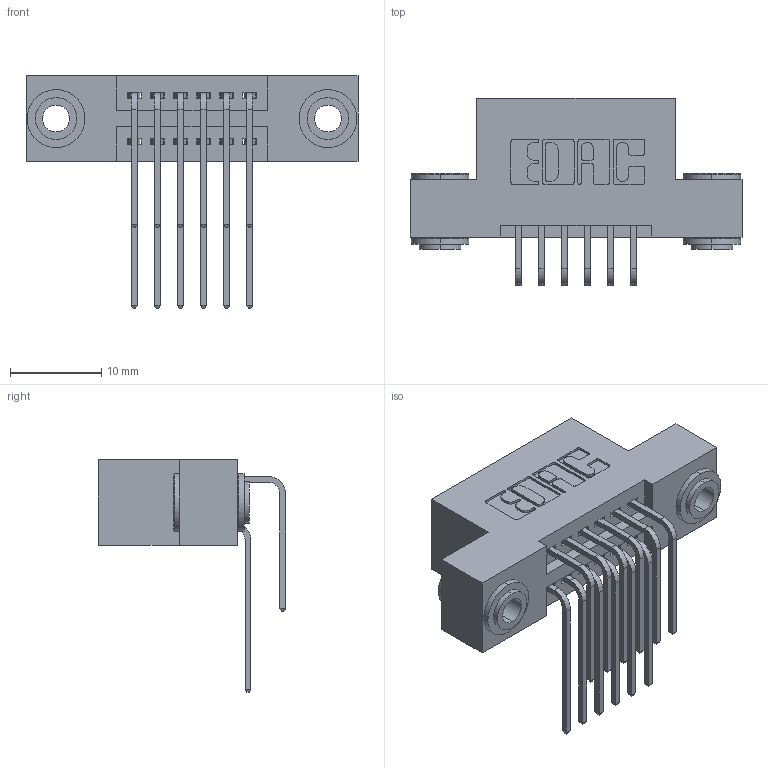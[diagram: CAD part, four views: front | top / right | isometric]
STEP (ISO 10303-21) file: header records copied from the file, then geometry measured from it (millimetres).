
FILE_DESCRIPTION (( 'STEP AP203' ), '1' );
FILE_NAME ('395-012-559-203.STEP', '2019-10-15T13:49:59', ( '' ), ( '' ), 'SwSTEP 2.0', 'SolidWorks 2016', '' );
FILE_SCHEMA (( 'CONFIG_CONTROL_DESIGN' ));
Length unit declared in the file: inch
Products named in the file (5): 345 Part_Flush Mounting Lugs - 0.156 Dia-TH; 345-292-001_558 559 Tail - 1; 345-292-001_559 Tail - 2; 345-250-002_345-250-002-102; 395-012-559-203
Assembly tree (15 placements, depth 2):
  395-012-559-203
    345 Part_Flush Mounting Lugs - 0.156 Dia-TH
    345-292-001_558 559 Tail - 1  x6
    345-292-001_559 Tail - 2  x6
    345-250-002_345-250-002-102  x2
Bounding box: 36.45 x 20.56 x 25.53 mm (x, y, z)
Volume: 3295.1 mm3; surface area: 4704 mm2
Topology: 15 solids, 15 shells, 788 faces, 2277 edges, 1498 vertices
Faces by surface type: plane 510, cylinder 270, cone 8
Entity records: 11856 total; most frequent: CARTESIAN_POINT 2042, ORIENTED_EDGE 1918, DIRECTION 1849, EDGE_CURVE 959, LINE 739, VECTOR 739, VERTEX_POINT 634, AXIS2_PLACEMENT_3D 555
